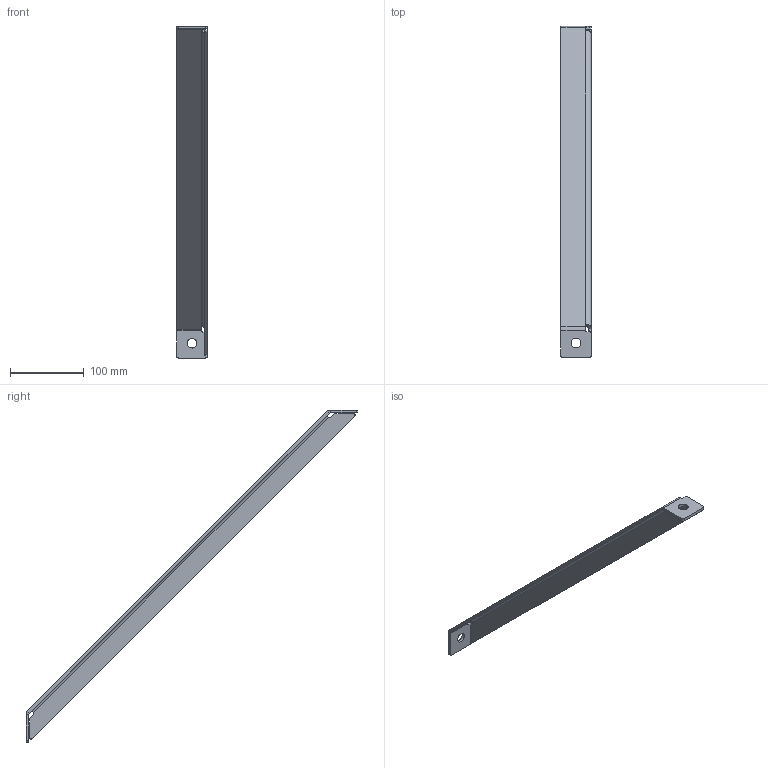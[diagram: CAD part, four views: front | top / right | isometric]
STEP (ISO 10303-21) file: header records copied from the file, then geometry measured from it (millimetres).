
FILE_DESCRIPTION (( 'STEP AP203' ), '1' );
FILE_NAME ('CLM50D-YS-500-600-BS Óêîñèíà äëÿ STRUT-êîíñîëåé 500-600ìì BS IEK.STEP', '2023-03-22T13:53:17', ( '' ), ( '' ), 'SwSTEP 2.0', 'SolidWorks 2022', '' );
FILE_SCHEMA (( 'CONFIG_CONTROL_DESIGN' ));
Length unit declared in the file: millimetre
Products named in the file (1): CLM50D-YS-500-600-BS Укосина для STRUT-консолей 500-600мм BS IEK
Bounding box: 41 x 450 x 450 mm (x, y, z)
Volume: 165921.6 mm3; surface area: 89506.9 mm2
Topology: 1 solids, 1 shells, 61 faces, 153 edges, 94 vertices
Faces by surface type: plane 30, cylinder 27, bspline 4
Entity records: 1914 total; most frequent: CARTESIAN_POINT 373, DIRECTION 307, ORIENTED_EDGE 306, EDGE_CURVE 153, AXIS2_PLACEMENT_3D 112, VERTEX_POINT 94, VECTOR 83, LINE 83
